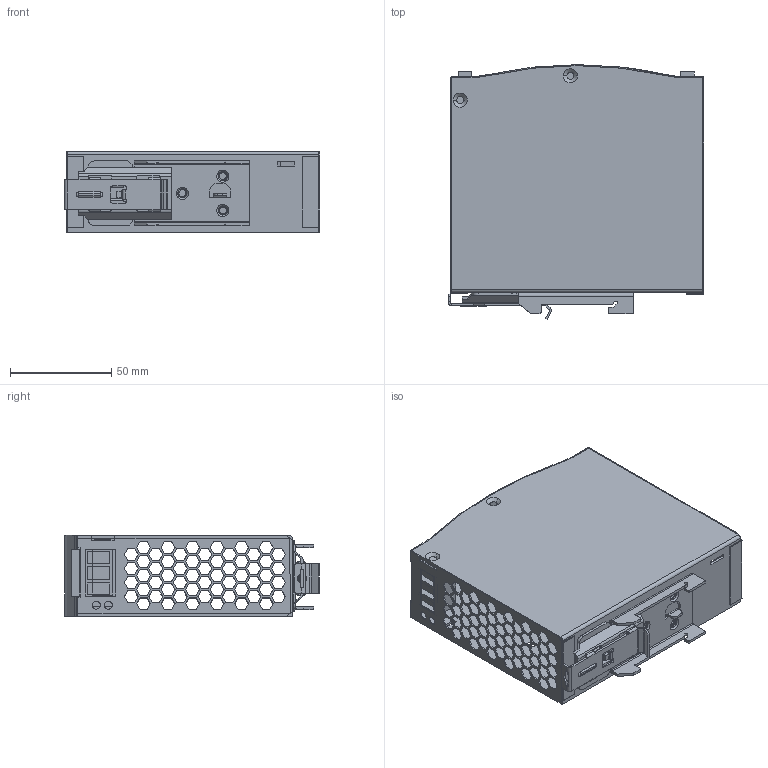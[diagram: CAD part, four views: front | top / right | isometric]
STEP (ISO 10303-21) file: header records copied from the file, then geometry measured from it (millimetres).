
FILE_DESCRIPTION (( 'STEP AP214' ), '1' );
FILE_NAME ('CDKN-120W軞蚾.STEP', '2025-03-11T00:53:59', ( 'China' ), ( 'Home' ), 'SwSTEP 2.0', 'SolidWorks 2019', '' );
FILE_SCHEMA (( 'AUTOMOTIVE_DESIGN' ));
Length unit declared in the file: millimetre
Products named in the file (7): 傷赽3p; CDKN-120W菁釱; 傷赽4p; CDKN-120W奻裔; CDKN-120W軞蚾; KN絳寢饜璃75-120W; KN絳寢75-120W
Assembly tree (6 placements, depth 2):
  CDKN-120W軞蚾
    CDKN-120W菁釱
    CDKN-120W奻裔
    傷赽3p
    傷赽4p
    KN絳寢75-120W
    KN絳寢饜璃75-120W
Bounding box: 126.44 x 125.86 x 40.2 mm (x, y, z)
Volume: 61564.2 mm3; surface area: 99611.2 mm2
Topology: 7 solids, 7 shells, 1373 faces, 3889 edges, 2542 vertices
Faces by surface type: plane 1118, cylinder 227, cone 20, torus 6, bspline 2
Entity records: 45070 total; most frequent: CARTESIAN_POINT 8318, ORIENTED_EDGE 7778, DIRECTION 7052, EDGE_CURVE 3889, VECTOR 3356, LINE 3356, VERTEX_POINT 2542, AXIS2_PLACEMENT_3D 1848
